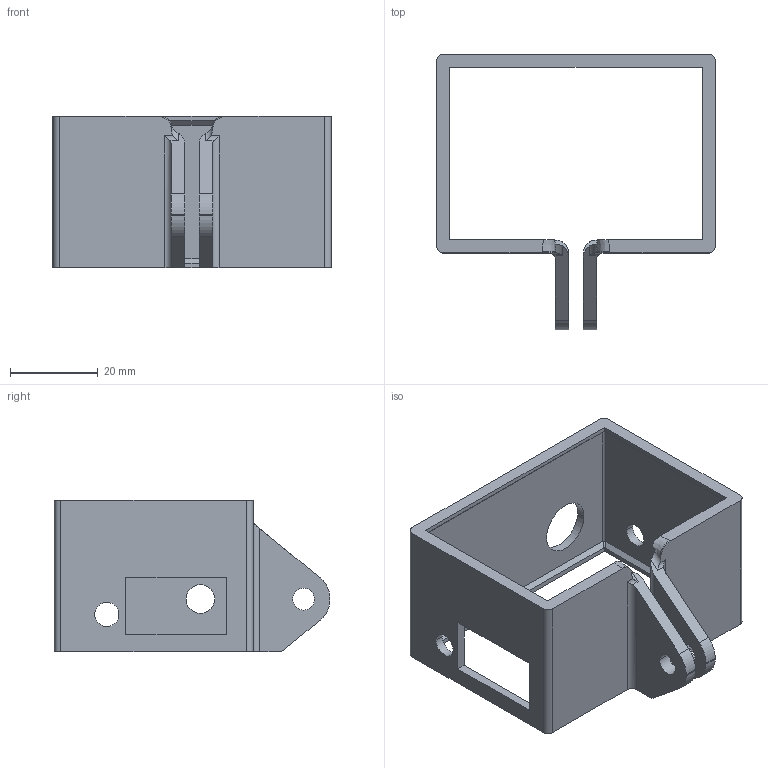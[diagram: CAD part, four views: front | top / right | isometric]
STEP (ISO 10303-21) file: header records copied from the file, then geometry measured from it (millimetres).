
FILE_DESCRIPTION(('STEP AP214'),'1');
FILE_NAME('GoPro Hero 3 Frame For Back Pack.A.1.stp','2013-07-06T17:16:53',(' '),(' '),'Spatial InterOp 3D',' ',' ');
FILE_SCHEMA(('automotive_design'));
Length unit declared in the file: millimetre
Products named in the file (1): GoPro Hero 3 Frame For Back Pack
Bounding box: 63.4 x 62.8 x 34.5 mm (x, y, z)
Volume: 15499.7 mm3; surface area: 16215.1 mm2
Topology: 1 solids, 1 shells, 94 faces, 274 edges, 182 vertices
Faces by surface type: plane 48, cylinder 44, bspline 2
Entity records: 4094 total; most frequent: CARTESIAN_POINT 721, DIRECTION 560, ORIENTED_EDGE 548, EDGE_CURVE 274, AXIS2_PLACEMENT_3D 201, VERTEX_POINT 182, LINE 158, VECTOR 158
